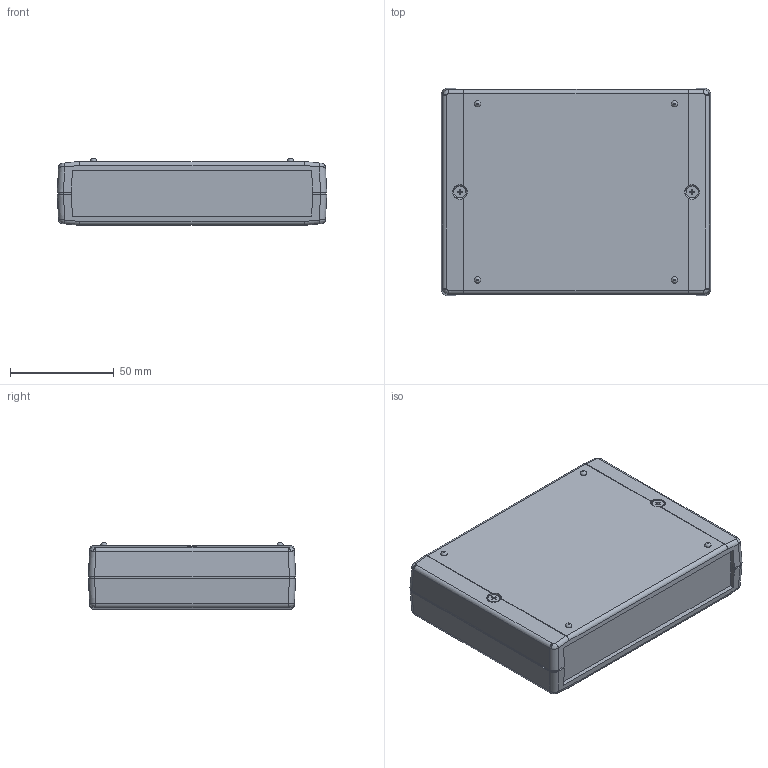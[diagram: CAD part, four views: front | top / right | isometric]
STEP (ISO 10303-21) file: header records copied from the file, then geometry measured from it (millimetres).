
FILE_DESCRIPTION(/* description */ (''),/* implementation_level */ '2;1');
FILE_NAME(/* name */ 'RM2015S.iam.stp',/* time_stamp */ '2019-03-28T10:24:54-04:00',/* author */ ('fwarzocha'),/* organization */ (''),/* preprocessor_version */ 'ST-DEVELOPER v17.2',/* originating_system */ 'Autodesk Inventor 2019',/* authorisation */ '');
FILE_SCHEMA (('AUTOMOTIVE_DESIGN { 1 0 10303 214 3 1 1 }'));
Length unit declared in the file: millimetre
Products named in the file (5): RM2015S; RM2015S-B r2 180925; 2011ST-01; 2011S-P2; (screw M2.6X 20mm FH)
Assembly tree (6 placements, depth 2):
  RM2015S
    RM2015S-B r2 180925
    2011ST-01
    2011S-P2  x2
    (screw M2.6X 20mm FH)  x2
Bounding box: 130 x 100 x 32.2 mm (x, y, z)
Volume: 92773.4 mm3; surface area: 84187.5 mm2
Topology: 6 solids, 6 shells, 388 faces, 1034 edges, 674 vertices
Faces by surface type: plane 254, cylinder 54, bspline 46, cone 26, sphere 8
Full cylindrical faces by diameter (mm): 2.5 x2, 3 x4, 3.01 x2, 3.5 x2, 5.8 x2, 7 x4
Entity records: 12177 total; most frequent: CARTESIAN_POINT 3481, ORIENTED_EDGE 1840, DIRECTION 1672, EDGE_CURVE 920, LINE 634, VECTOR 634, VERTEX_POINT 600, AXIS2_PLACEMENT_3D 519
